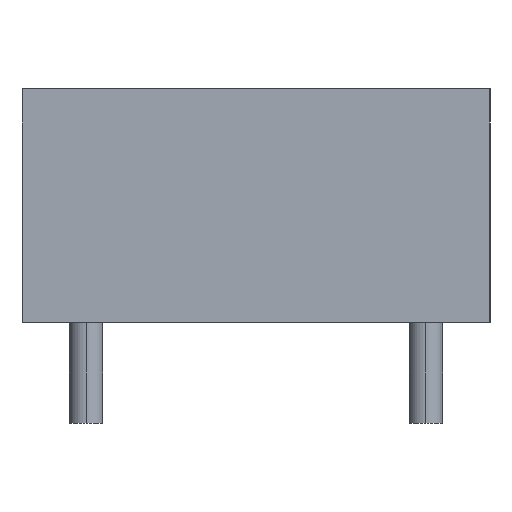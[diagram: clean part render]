
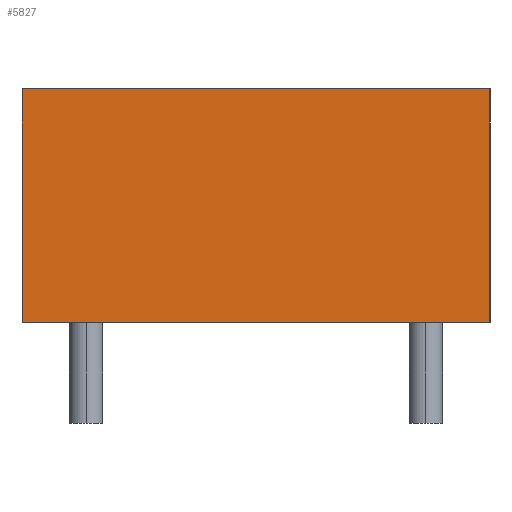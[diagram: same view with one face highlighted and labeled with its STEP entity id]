
A CAD part, left-side view. The second image highlights one B-rep face of the part: STEP entity #5827.
In plain terms, the highlighted planar face has unit normal (-1, 0, 0).
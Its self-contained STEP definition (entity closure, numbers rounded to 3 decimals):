
#1922 = LINE ( 'NONE', #2937, #2265 ) ;
#1932 = LINE ( 'NONE', #2957, #2277 ) ;
#1989 = LINE ( 'NONE', #3143, #2326 ) ;
#1991 = LINE ( 'NONE', #3147, #2329 ) ;
#2265 = VECTOR ( 'NONE', #2938, 1000. ) ;
#2277 = VECTOR ( 'NONE', #2958, 1000. ) ;
#2326 = VECTOR ( 'NONE', #3144, 1000. ) ;
#2329 = VECTOR ( 'NONE', #3148, 1000. ) ;
#2937 = CARTESIAN_POINT ( 'NONE',  ( -15., 7., 7. ) ) ;
#2938 = DIRECTION ( 'NONE',  ( 0., -1., 0. ) ) ;
#2957 = CARTESIAN_POINT ( 'NONE',  ( -15., 7., 0. ) ) ;
#2958 = DIRECTION ( 'NONE',  ( 0., -1., 0. ) ) ;
#3143 = CARTESIAN_POINT ( 'NONE',  ( -15., -7., 7. ) ) ;
#3144 = DIRECTION ( 'NONE',  ( 0., 0., -1. ) ) ;
#3147 = CARTESIAN_POINT ( 'NONE',  ( -15., 7., 7. ) ) ;
#3148 = DIRECTION ( 'NONE',  ( 0., 0., -1. ) ) ;
#3422 = CARTESIAN_POINT ( 'NONE',  ( -15., -7., 7. ) ) ;
#3467 = CARTESIAN_POINT ( 'NONE',  ( -15., -7., 0. ) ) ;
#3586 = CARTESIAN_POINT ( 'NONE',  ( -15., 7., 0. ) ) ;
#4697 = CARTESIAN_POINT ( 'NONE',  ( -15., 7., 7. ) ) ;
#4971 = PLANE ( 'NONE',  #7139 ) ;
#4972 = CARTESIAN_POINT ( 'NONE',  ( -15., 7., 7. ) ) ;
#4973 = DIRECTION ( 'NONE',  ( 1., 0., 0. ) ) ;
#4974 = DIRECTION ( 'NONE',  ( 0., 0., -1. ) ) ;
#5499 = VERTEX_POINT ( 'NONE', #4697 ) ;
#5827 = ADVANCED_FACE ( 'NONE', ( #8219 ), #4971, .F. ) ;
#6289 = EDGE_CURVE ( 'NONE', #5499, #7517, #1922, .T. ) ;
#6299 = EDGE_CURVE ( 'NONE', #7643, #7560, #1932, .T. ) ;
#6323 = EDGE_CURVE ( 'NONE', #7517, #7560, #1989, .T. ) ;
#6326 = EDGE_CURVE ( 'NONE', #5499, #7643, #1991, .T. ) ;
#6908 = ORIENTED_EDGE ( 'NONE', *, *, #6326, .T. ) ;
#6910 = ORIENTED_EDGE ( 'NONE', *, *, #6299, .T. ) ;
#6911 = ORIENTED_EDGE ( 'NONE', *, *, #6323, .F. ) ;
#6912 = ORIENTED_EDGE ( 'NONE', *, *, #6289, .F. ) ;
#7139 = AXIS2_PLACEMENT_3D ( 'NONE', #4972, #4973, #4974 ) ;
#7466 = EDGE_LOOP ( 'NONE', ( #6910, #6911, #6912, #6908 ) ) ;
#7517 = VERTEX_POINT ( 'NONE', #3422 ) ;
#7560 = VERTEX_POINT ( 'NONE', #3467 ) ;
#7643 = VERTEX_POINT ( 'NONE', #3586 ) ;
#8219 = FACE_OUTER_BOUND ( 'NONE', #7466, .T. ) ;
